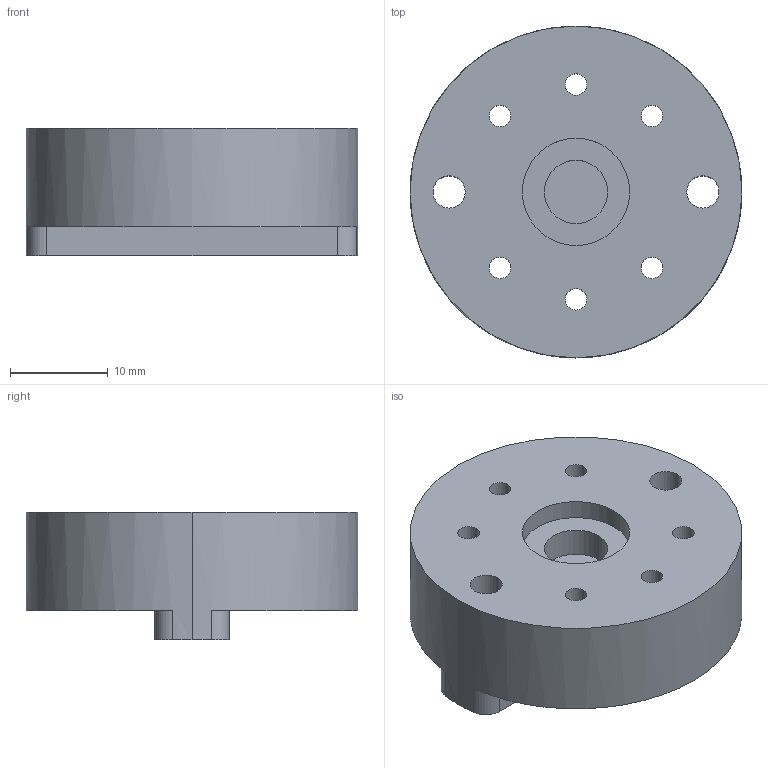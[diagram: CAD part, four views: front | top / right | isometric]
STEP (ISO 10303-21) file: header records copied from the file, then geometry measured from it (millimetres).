
FILE_DESCRIPTION (( 'STEP AP203' ), '1' );
FILE_NAME ('EXXON_USI_05_Aa.STEP', '2020-09-18T15:45:32', ( '' ), ( '' ), 'SwSTEP 2.0', 'SolidWorks 2020', '' );
FILE_SCHEMA (( 'CONFIG_CONTROL_DESIGN' ));
Length unit declared in the file: millimetre
Products named in the file (1): EXXON_USI_05_Aa
Bounding box: 34 x 34 x 13.1 mm (x, y, z)
Volume: 8959.9 mm3; surface area: 4005.7 mm2
Topology: 1 solids, 1 shells, 52 faces, 126 edges, 84 vertices
Faces by surface type: cylinder 38, plane 14
Entity records: 1679 total; most frequent: DIRECTION 312, CARTESIAN_POINT 263, ORIENTED_EDGE 252, AXIS2_PLACEMENT_3D 133, EDGE_CURVE 126, VERTEX_POINT 84, CIRCLE 80, EDGE_LOOP 76
